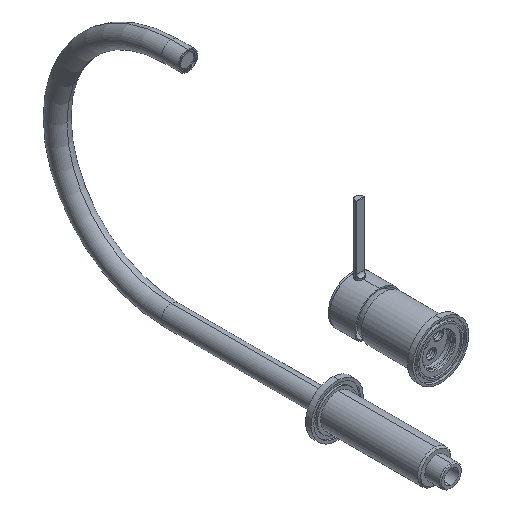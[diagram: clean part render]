
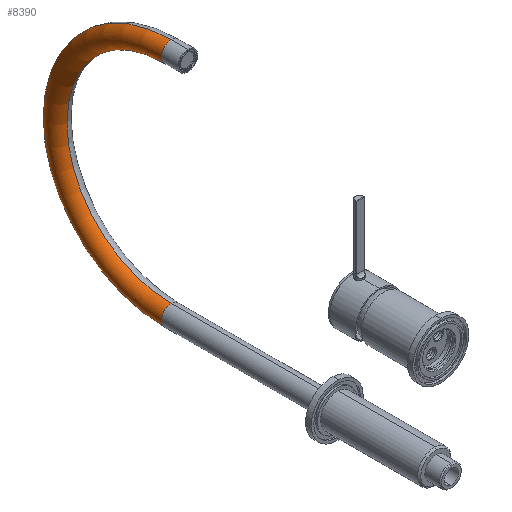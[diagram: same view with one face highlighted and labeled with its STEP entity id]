
A CAD part, isometric view. The second image highlights one B-rep face of the part: STEP entity #8390.
In plain terms, the highlighted toroidal (fillet/blend) face has major radius 110 mm and minor radius 9.5 mm.
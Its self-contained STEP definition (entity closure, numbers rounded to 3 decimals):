
#99 = CIRCLE ( 'NONE', #8144, 9.5 ) ;
#259 = CARTESIAN_POINT ( 'NONE',  ( -99.755, 139.85, 0. ) ) ;
#1076 = DIRECTION ( 'NONE',  ( 1., 0., 0. ) ) ;
#1256 = AXIS2_PLACEMENT_3D ( 'NONE', #9076, #2919, #2071 ) ;
#1363 = CIRCLE ( 'NONE', #4427, 9.5 ) ;
#1549 = TOROIDAL_SURFACE ( 'NONE', #9931, 110., 9.5 ) ;
#2071 = DIRECTION ( 'NONE',  ( 0., 0., -1. ) ) ;
#2569 = DIRECTION ( 'NONE',  ( -1., 0., 0. ) ) ;
#2919 = DIRECTION ( 'NONE',  ( 1., 0., 0. ) ) ;
#2928 = ORIENTED_EDGE ( 'NONE', *, *, #4650, .F. ) ;
#3877 = DIRECTION ( 'NONE',  ( 0., 0., -1. ) ) ;
#4031 = CARTESIAN_POINT ( 'NONE',  ( -99.755, 139.85, -9.5 ) ) ;
#4100 = CIRCLE ( 'NONE', #9741, 119.5 ) ;
#4246 = VERTEX_POINT ( 'NONE', #4031 ) ;
#4255 = DIRECTION ( 'NONE',  ( 0., 0., -1. ) ) ;
#4318 = EDGE_CURVE ( 'NONE', #4246, #7703, #99, .T. ) ;
#4427 = AXIS2_PLACEMENT_3D ( 'NONE', #8425, #4524, #6324 ) ;
#4524 = DIRECTION ( 'NONE',  ( 0., -1., 0. ) ) ;
#4564 = EDGE_CURVE ( 'NONE', #9251, #5345, #1363, .T. ) ;
#4650 = EDGE_CURVE ( 'NONE', #4246, #9251, #4100, .T. ) ;
#5116 = CIRCLE ( 'NONE', #1256, 100.5 ) ;
#5345 = VERTEX_POINT ( 'NONE', #9565 ) ;
#6324 = DIRECTION ( 'NONE',  ( -1., 0., 0. ) ) ;
#6408 = DIRECTION ( 'NONE',  ( 0., 1., 0. ) ) ;
#6619 = ORIENTED_EDGE ( 'NONE', *, *, #4318, .T. ) ;
#6842 = EDGE_CURVE ( 'NONE', #7703, #5345, #5116, .T. ) ;
#6983 = CARTESIAN_POINT ( 'NONE',  ( -99.755, 139.85, 229.5 ) ) ;
#7063 = CARTESIAN_POINT ( 'NONE',  ( -99.755, 139.85, 110. ) ) ;
#7189 = CARTESIAN_POINT ( 'NONE',  ( -99.755, 139.85, 9.5 ) ) ;
#7194 = CARTESIAN_POINT ( 'NONE',  ( -99.755, 139.85, 110. ) ) ;
#7703 = VERTEX_POINT ( 'NONE', #7189 ) ;
#7722 = FACE_OUTER_BOUND ( 'NONE', #7729, .T. ) ;
#7729 = EDGE_LOOP ( 'NONE', ( #2928, #6619, #9513, #8254 ) ) ;
#7806 = DIRECTION ( 'NONE',  ( 1., 0., 0. ) ) ;
#8144 = AXIS2_PLACEMENT_3D ( 'NONE', #259, #6408, #2569 ) ;
#8254 = ORIENTED_EDGE ( 'NONE', *, *, #4564, .F. ) ;
#8390 = ADVANCED_FACE ( 'NONE', ( #7722 ), #1549, .T. ) ;
#8425 = CARTESIAN_POINT ( 'NONE',  ( -99.755, 139.85, 220. ) ) ;
#9076 = CARTESIAN_POINT ( 'NONE',  ( -99.755, 139.85, 110. ) ) ;
#9251 = VERTEX_POINT ( 'NONE', #6983 ) ;
#9513 = ORIENTED_EDGE ( 'NONE', *, *, #6842, .T. ) ;
#9565 = CARTESIAN_POINT ( 'NONE',  ( -99.755, 139.85, 210.5 ) ) ;
#9741 = AXIS2_PLACEMENT_3D ( 'NONE', #7194, #1076, #4255 ) ;
#9931 = AXIS2_PLACEMENT_3D ( 'NONE', #7063, #7806, #3877 ) ;
